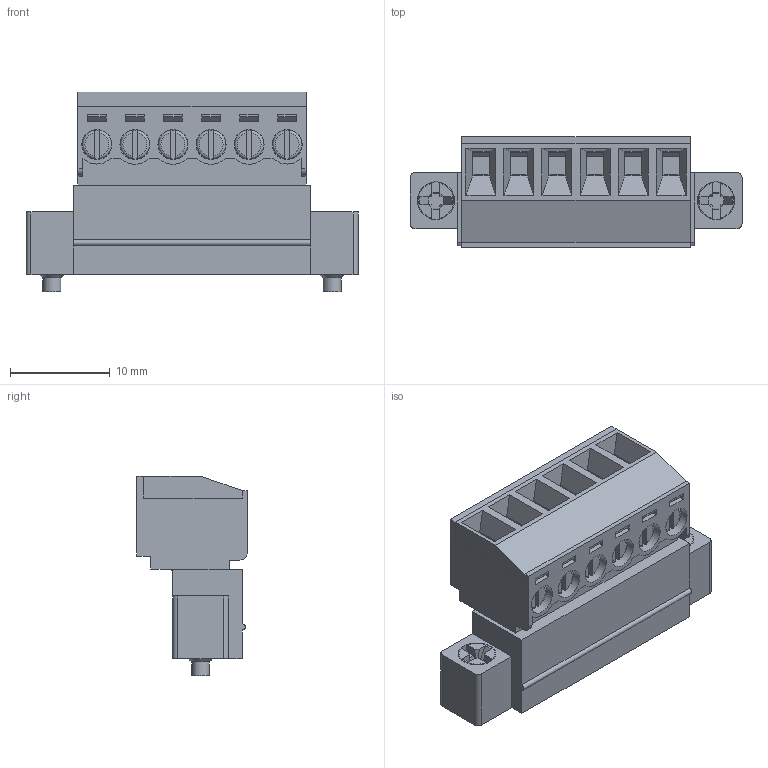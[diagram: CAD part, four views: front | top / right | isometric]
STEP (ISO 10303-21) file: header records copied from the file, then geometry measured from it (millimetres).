
FILE_DESCRIPTION( ( 'Unknown' ), '1' );
FILE_NAME( '691349340006.stp', 'Unknown', ( 'Unknown' ), ( 'Unknown' ), 'PSStep 18.0.17', 'Unknown', ' ' );
FILE_SCHEMA( ( 'AUTOMOTIVE_DESIGN { 1 0 10303 214 1 1 1 1 }' ) );
Length unit declared in the file: millimetre
Products named in the file (7): Assem1; 6913483000xx_Cage; 6913483000xx_Pin; 6913483000xx_vis; 6913493400xx_VisFlange; 691348300006_CAPOT; 691349340006
Assembly tree (22 placements, depth 2):
  Assem1
    6913483000xx_Cage  x6
    6913483000xx_Pin  x6
    6913483000xx_vis  x6
    6913493400xx_VisFlange  x2
    691348300006_CAPOT
    691349340006
Bounding box: 33.24 x 11.1 x 20 mm (x, y, z)
Volume: 2432.7 mm3; surface area: 6910.7 mm2
Topology: 22 solids, 22 shells, 1066 faces, 2835 edges, 1861 vertices
Faces by surface type: plane 902, cylinder 132, torus 30, cone 2
Full cylindrical faces by diameter (mm): 1.45 x6, 1.6 x6, 1.8 x2, 1.9 x12, 2 x6, 2.45 x2, 2.6 x2, 2.9 x6, 3 x6, 3.75 x2, 3.8 x2
Entity records: 29962 total; most frequent: CARTESIAN_POINT 4275, ORIENTED_EDGE 4074, DIRECTION 3782, EDGE_CURVE 2037, LINE 1834, VECTOR 1834, VERTEX_POINT 1363, AXIS2_PLACEMENT_3D 974
